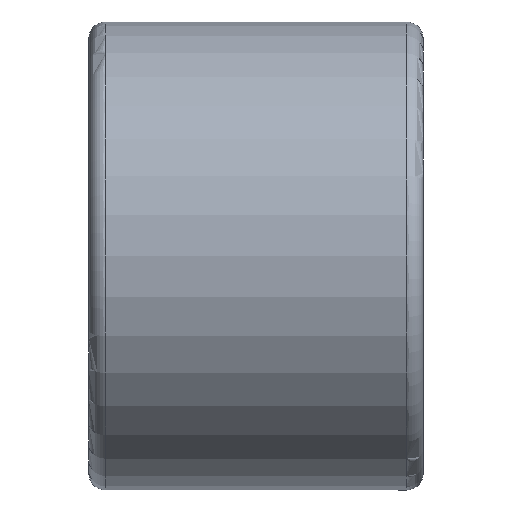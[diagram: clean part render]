
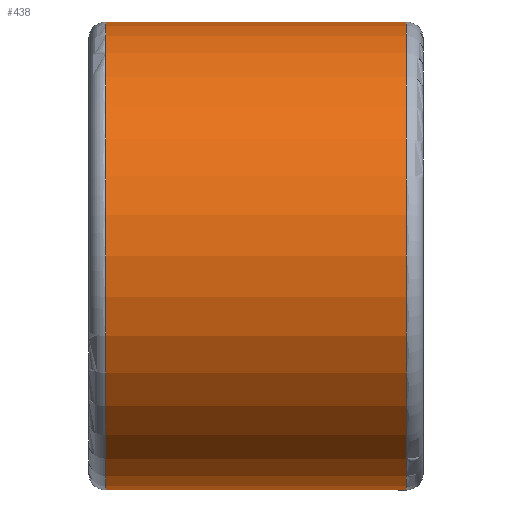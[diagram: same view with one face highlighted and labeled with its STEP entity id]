
A CAD part, front view. The second image highlights one B-rep face of the part: STEP entity #438.
In plain terms, the highlighted cylindrical face has radius 14 mm (diameter 28 mm), a full revolution.
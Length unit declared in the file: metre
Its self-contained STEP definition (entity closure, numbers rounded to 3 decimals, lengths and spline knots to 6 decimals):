
#30=LINE('',#786,#52);
#52=VECTOR('',#624,0.014);
#70=CYLINDRICAL_SURFACE('',#503,0.014);
#83=FACE_OUTER_BOUND('',#109,.T.);
#109=EDGE_LOOP('',(#327,#328,#329,#330,#331));
#147=CIRCLE('',#498,0.014);
#152=CIRCLE('',#504,0.014);
#153=CIRCLE('',#505,0.014);
#196=VERTEX_POINT('',#773);
#200=VERTEX_POINT('',#783);
#201=VERTEX_POINT('',#784);
#242=EDGE_CURVE('',#196,#196,#147,.T.);
#247=EDGE_CURVE('',#200,#201,#152,.T.);
#248=EDGE_CURVE('',#200,#196,#30,.T.);
#249=EDGE_CURVE('',#201,#200,#153,.T.);
#327=ORIENTED_EDGE('',*,*,#247,.F.);
#328=ORIENTED_EDGE('',*,*,#248,.T.);
#329=ORIENTED_EDGE('',*,*,#242,.F.);
#330=ORIENTED_EDGE('',*,*,#248,.F.);
#331=ORIENTED_EDGE('',*,*,#249,.F.);
#438=ADVANCED_FACE('',(#83),#70,.T.);
#498=AXIS2_PLACEMENT_3D('',#774,#610,#611);
#503=AXIS2_PLACEMENT_3D('',#782,#620,#621);
#504=AXIS2_PLACEMENT_3D('',#785,#622,#623);
#505=AXIS2_PLACEMENT_3D('',#787,#625,#626);
#610=DIRECTION('center_axis',(-1.,0.,0.));
#611=DIRECTION('ref_axis',(0.,-1.,0.));
#620=DIRECTION('center_axis',(1.,0.,0.));
#621=DIRECTION('ref_axis',(0.,0.,-1.));
#622=DIRECTION('center_axis',(1.,0.,0.));
#623=DIRECTION('ref_axis',(0.,0.,1.));
#624=DIRECTION('',(-1.,0.,0.));
#625=DIRECTION('center_axis',(1.,0.,0.));
#626=DIRECTION('ref_axis',(0.,0.,1.));
#773=CARTESIAN_POINT('',(0.1147,0.02499,0.016591));
#774=CARTESIAN_POINT('Origin',(0.1147,0.02499,0.002591));
#782=CARTESIAN_POINT('Origin',(0.1137,0.02499,0.002591));
#783=CARTESIAN_POINT('',(0.1327,0.02499,0.016591));
#784=CARTESIAN_POINT('',(0.1327,0.02499,-0.011409));
#785=CARTESIAN_POINT('Origin',(0.1327,0.02499,0.002591));
#786=CARTESIAN_POINT('',(0.1137,0.02499,0.016591));
#787=CARTESIAN_POINT('Origin',(0.1327,0.02499,0.002591));
